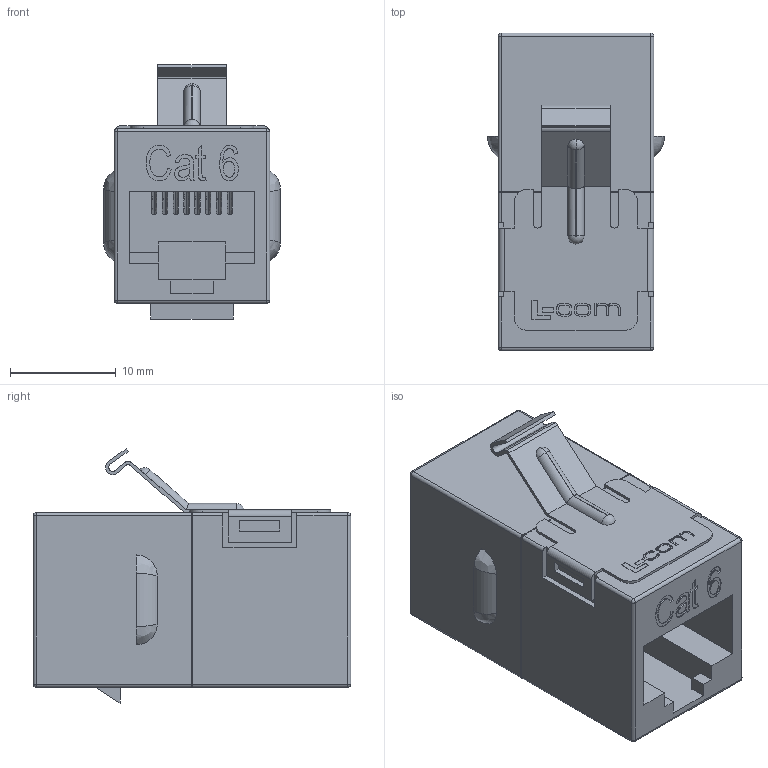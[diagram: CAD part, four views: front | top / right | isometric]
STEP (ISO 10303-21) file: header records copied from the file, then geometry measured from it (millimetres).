
FILE_DESCRIPTION (( 'STEP AP203' ), '1' );
FILE_NAME ('TDG1026KS-C6.STEP', '2013-07-12T20:22:57', ( 'x' ), ( '' ), 'SwSTEP 2.0', 'SolidWorks 2012', '' );
FILE_SCHEMA (( 'CONFIG_CONTROL_DESIGN' ));
Length unit declared in the file: millimetre
Products named in the file (1): TDG1026KS-C6
Bounding box: 16.7 x 30 x 24.02 mm (x, y, z)
Volume: 5386.6 mm3; surface area: 3699.8 mm2
Topology: 1 solids, 1 shells, 415 faces, 1148 edges, 744 vertices
Faces by surface type: plane 226, bspline 140, cylinder 38, sphere 8, torus 3
Entity records: 18438 total; most frequent: CARTESIAN_POINT 8602, ORIENTED_EDGE 2272, DIRECTION 1561, EDGE_CURVE 1136, LINE 771, VECTOR 771, VERTEX_POINT 744, EDGE_LOOP 474
